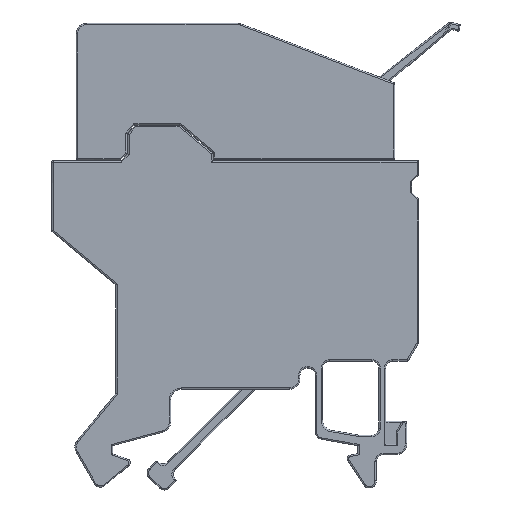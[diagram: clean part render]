
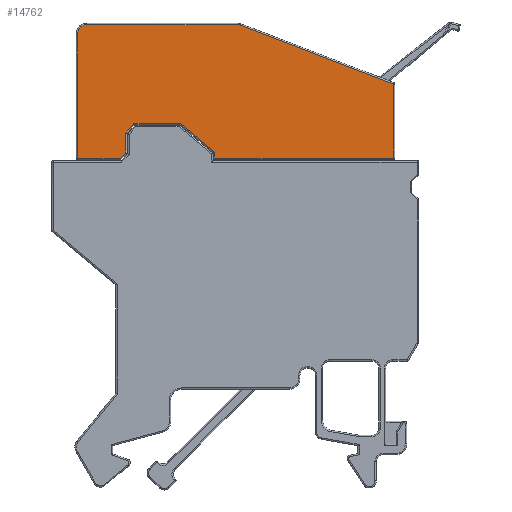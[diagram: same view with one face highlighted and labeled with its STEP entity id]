
A CAD part, left-side view. The second image highlights one B-rep face of the part: STEP entity #14762.
In plain terms, the highlighted planar face has unit normal (-1, 0, 0).
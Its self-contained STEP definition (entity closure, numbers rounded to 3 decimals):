
#14668=AXIS2_PLACEMENT_3D('Plane Axis2P3D',#14665,#14666,#14667) ;
#13036=CARTESIAN_POINT('Vertex',(0.,34.859,47.154)) ;
#13043=CARTESIAN_POINT('Vertex',(0.,9.459,47.154)) ;
#13046=CARTESIAN_POINT('Line Origine',(0.,35.066,47.154)) ;
#14481=CARTESIAN_POINT('Vertex',(0.,9.459,57.663)) ;
#14484=CARTESIAN_POINT('Line Origine',(0.,9.459,46.871)) ;
#14631=CARTESIAN_POINT('Line Origine',(0.,34.859,66.325)) ;
#14635=CARTESIAN_POINT('Vertex',(0.,34.859,47.989)) ;
#14665=CARTESIAN_POINT('Axis2P3D Location',(0.,5.909,46.8)) ;
#14671=CARTESIAN_POINT('Control Point',(0.,54.359,64.8)) ;
#14672=CARTESIAN_POINT('Control Point',(0.,54.359,64.968)) ;
#14673=CARTESIAN_POINT('Control Point',(0.,54.332,65.135)) ;
#14674=CARTESIAN_POINT('Control Point',(0.,54.278,65.297)) ;
#14675=CARTESIAN_POINT('Control Point',(0.,54.119,65.597)) ;
#14676=CARTESIAN_POINT('Control Point',(0.,53.875,65.833)) ;
#14677=CARTESIAN_POINT('Control Point',(0.,53.735,65.93)) ;
#14678=CARTESIAN_POINT('Control Point',(0.,53.514,66.034)) ;
#14679=CARTESIAN_POINT('Control Point',(0.,53.278,66.084)) ;
#14680=CARTESIAN_POINT('Control Point',(0.,53.205,66.095)) ;
#14681=CARTESIAN_POINT('Control Point',(0.,53.132,66.1)) ;
#14682=CARTESIAN_POINT('Control Point',(0.,53.059,66.1)) ;
#14683=CARTESIAN_POINT('Vertex',(0.,54.359,64.8)) ;
#14685=CARTESIAN_POINT('Vertex',(0.,53.059,66.1)) ;
#14688=CARTESIAN_POINT('Line Origine',(0.,54.359,55.95)) ;
#14692=CARTESIAN_POINT('Vertex',(0.,54.359,47.1)) ;
#14695=CARTESIAN_POINT('Line Origine',(0.,51.321,47.1)) ;
#14699=CARTESIAN_POINT('Vertex',(0.,48.283,47.1)) ;
#14702=CARTESIAN_POINT('Line Origine',(0.,47.896,47.487)) ;
#14706=CARTESIAN_POINT('Vertex',(0.,47.509,47.874)) ;
#14709=CARTESIAN_POINT('Line Origine',(0.,47.509,49.292)) ;
#14713=CARTESIAN_POINT('Vertex',(0.,47.509,50.709)) ;
#14716=CARTESIAN_POINT('Line Origine',(0.,46.925,51.405)) ;
#14720=CARTESIAN_POINT('Vertex',(0.,46.342,52.1)) ;
#14723=CARTESIAN_POINT('Line Origine',(0.,43.05,52.1)) ;
#14727=CARTESIAN_POINT('Vertex',(0.,39.758,52.1)) ;
#14730=CARTESIAN_POINT('Line Origine',(0.,37.308,50.044)) ;
#14735=CARTESIAN_POINT('Line Origine',(0.,20.427,61.881)) ;
#14739=CARTESIAN_POINT('Vertex',(0.,31.396,66.1)) ;
#14742=CARTESIAN_POINT('Line Origine',(0.,42.227,66.1)) ;
#13047=DIRECTION('Vector Direction',(0.,-1.,0.)) ;
#14485=DIRECTION('Vector Direction',(0.,0.,1.)) ;
#14632=DIRECTION('Vector Direction',(0.,0.,-1.)) ;
#14666=DIRECTION('Axis2P3D Direction',(-1.,0.,0.)) ;
#14667=DIRECTION('Axis2P3D XDirection',(0.,0.,1.)) ;
#14689=DIRECTION('Vector Direction',(0.,0.,-1.)) ;
#14696=DIRECTION('Vector Direction',(0.,-1.,0.)) ;
#14703=DIRECTION('Vector Direction',(0.,0.707,-0.707)) ;
#14710=DIRECTION('Vector Direction',(0.,0.,1.)) ;
#14717=DIRECTION('Vector Direction',(0.,0.643,-0.766)) ;
#14724=DIRECTION('Vector Direction',(0.,-1.,0.)) ;
#14731=DIRECTION('Vector Direction',(0.,0.766,0.643)) ;
#14736=DIRECTION('Vector Direction',(0.,-0.933,-0.359)) ;
#14743=DIRECTION('Vector Direction',(0.,-1.,0.)) ;
#13048=VECTOR('Line Direction',#13047,1.) ;
#14486=VECTOR('Line Direction',#14485,1.) ;
#14633=VECTOR('Line Direction',#14632,1.) ;
#14690=VECTOR('Line Direction',#14689,1.) ;
#14697=VECTOR('Line Direction',#14696,1.) ;
#14704=VECTOR('Line Direction',#14703,1.) ;
#14711=VECTOR('Line Direction',#14710,1.) ;
#14718=VECTOR('Line Direction',#14717,1.) ;
#14725=VECTOR('Line Direction',#14724,1.) ;
#14732=VECTOR('Line Direction',#14731,1.) ;
#14737=VECTOR('Line Direction',#14736,1.) ;
#14744=VECTOR('Line Direction',#14743,1.) ;
#14748=ORIENTED_EDGE('',*,*,#14687,.F.) ;
#14749=ORIENTED_EDGE('',*,*,#14694,.T.) ;
#14750=ORIENTED_EDGE('',*,*,#14701,.T.) ;
#14751=ORIENTED_EDGE('',*,*,#14708,.F.) ;
#14752=ORIENTED_EDGE('',*,*,#14715,.T.) ;
#14753=ORIENTED_EDGE('',*,*,#14722,.F.) ;
#14754=ORIENTED_EDGE('',*,*,#14729,.T.) ;
#14755=ORIENTED_EDGE('',*,*,#14734,.F.) ;
#14756=ORIENTED_EDGE('',*,*,#14637,.T.) ;
#14757=ORIENTED_EDGE('',*,*,#13050,.T.) ;
#14758=ORIENTED_EDGE('',*,*,#14488,.T.) ;
#14759=ORIENTED_EDGE('',*,*,#14741,.F.) ;
#14760=ORIENTED_EDGE('',*,*,#14746,.F.) ;
#14762=ADVANCED_FACE('Hauptk\X2\00F6\X0\rper',(#14761),#14669,.T.) ;
#14670=B_SPLINE_CURVE_WITH_KNOTS('',5,(#14671,#14672,#14673,#14674,#14675,#14676,#14677,#14678,#14679,#14680,#14681,#14682),.UNSPECIFIED.,.F.,.U.,(6,3,3,6),(0.,1.185,2.37,2.887),.UNSPECIFIED.) ;
#13050=EDGE_CURVE('',#13037,#13044,#13049,.T.) ;
#14488=EDGE_CURVE('',#13044,#14482,#14487,.T.) ;
#14637=EDGE_CURVE('',#14636,#13037,#14634,.T.) ;
#14687=EDGE_CURVE('',#14684,#14686,#14670,.T.) ;
#14694=EDGE_CURVE('',#14684,#14693,#14691,.T.) ;
#14701=EDGE_CURVE('',#14693,#14700,#14698,.T.) ;
#14708=EDGE_CURVE('',#14707,#14700,#14705,.T.) ;
#14715=EDGE_CURVE('',#14707,#14714,#14712,.T.) ;
#14722=EDGE_CURVE('',#14721,#14714,#14719,.T.) ;
#14729=EDGE_CURVE('',#14721,#14728,#14726,.T.) ;
#14734=EDGE_CURVE('',#14636,#14728,#14733,.T.) ;
#14741=EDGE_CURVE('',#14740,#14482,#14738,.T.) ;
#14746=EDGE_CURVE('',#14686,#14740,#14745,.T.) ;
#14747=EDGE_LOOP('',(#14748,#14749,#14750,#14751,#14752,#14753,#14754,#14755,#14756,#14757,#14758,#14759,#14760)) ;
#14761=FACE_OUTER_BOUND('',#14747,.T.) ;
#13049=LINE('Line',#13046,#13048) ;
#14487=LINE('Line',#14484,#14486) ;
#14634=LINE('Line',#14631,#14633) ;
#14691=LINE('Line',#14688,#14690) ;
#14698=LINE('Line',#14695,#14697) ;
#14705=LINE('Line',#14702,#14704) ;
#14712=LINE('Line',#14709,#14711) ;
#14719=LINE('Line',#14716,#14718) ;
#14726=LINE('Line',#14723,#14725) ;
#14733=LINE('Line',#14730,#14732) ;
#14738=LINE('Line',#14735,#14737) ;
#14745=LINE('Line',#14742,#14744) ;
#14669=PLANE('',#14668) ;
#13037=VERTEX_POINT('',#13036) ;
#13044=VERTEX_POINT('',#13043) ;
#14482=VERTEX_POINT('',#14481) ;
#14636=VERTEX_POINT('',#14635) ;
#14684=VERTEX_POINT('',#14683) ;
#14686=VERTEX_POINT('',#14685) ;
#14693=VERTEX_POINT('',#14692) ;
#14700=VERTEX_POINT('',#14699) ;
#14707=VERTEX_POINT('',#14706) ;
#14714=VERTEX_POINT('',#14713) ;
#14721=VERTEX_POINT('',#14720) ;
#14728=VERTEX_POINT('',#14727) ;
#14740=VERTEX_POINT('',#14739) ;
